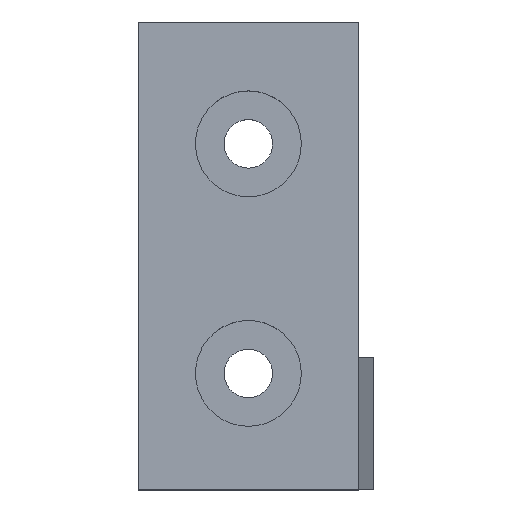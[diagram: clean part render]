
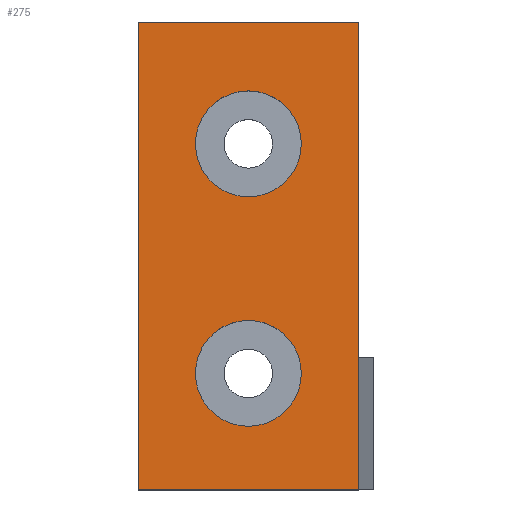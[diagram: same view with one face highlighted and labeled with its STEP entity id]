
A CAD part, top view. The second image highlights one B-rep face of the part: STEP entity #275.
In plain terms, the highlighted planar face has unit normal (0, 0, 1).
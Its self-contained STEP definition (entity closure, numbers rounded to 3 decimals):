
#5 = EDGE_LOOP ( 'NONE', ( #513, #316 ) ) ;
#8 = EDGE_CURVE ( 'NONE', #320, #327, #365, .T. ) ;
#18 = DIRECTION ( 'NONE',  ( 0., -1., 0. ) ) ;
#19 = VERTEX_POINT ( 'NONE', #489 ) ;
#21 = EDGE_CURVE ( 'NONE', #625, #79, #392, .T. ) ;
#28 = CARTESIAN_POINT ( 'NONE',  ( 18.5, 13.2, 8. ) ) ;
#45 = CARTESIAN_POINT ( 'NONE',  ( 0., 53., 8. ) ) ;
#66 = DIRECTION ( 'NONE',  ( 0., 0., 1. ) ) ;
#79 = VERTEX_POINT ( 'NONE', #545 ) ;
#89 = DIRECTION ( 'NONE',  ( 1., 0., 0. ) ) ;
#110 = CARTESIAN_POINT ( 'NONE',  ( 12.5, 39.2, 8. ) ) ;
#113 = CARTESIAN_POINT ( 'NONE',  ( 6.5, 13.2, 8. ) ) ;
#116 = AXIS2_PLACEMENT_3D ( 'NONE', #499, #237, #146 ) ;
#120 = ORIENTED_EDGE ( 'NONE', *, *, #517, .T. ) ;
#125 = ORIENTED_EDGE ( 'NONE', *, *, #225, .T. ) ;
#137 = DIRECTION ( 'NONE',  ( 0., 0., -1. ) ) ;
#138 = EDGE_LOOP ( 'NONE', ( #125, #569, #167, #120 ) ) ;
#146 = DIRECTION ( 'NONE',  ( 1., 0., 0. ) ) ;
#157 = DIRECTION ( 'NONE',  ( 0., 0., 1. ) ) ;
#167 = ORIENTED_EDGE ( 'NONE', *, *, #21, .T. ) ;
#170 = VERTEX_POINT ( 'NONE', #113 ) ;
#171 = AXIS2_PLACEMENT_3D ( 'NONE', #578, #137, #518 ) ;
#179 = VECTOR ( 'NONE', #18, 1000. ) ;
#181 = CARTESIAN_POINT ( 'NONE',  ( 12.5, 13.2, 8. ) ) ;
#191 = CARTESIAN_POINT ( 'NONE',  ( 25., 0., 8. ) ) ;
#208 = CARTESIAN_POINT ( 'NONE',  ( 12.5, 13.2, 8. ) ) ;
#212 = CARTESIAN_POINT ( 'NONE',  ( 25., 0., 8. ) ) ;
#223 = FACE_BOUND ( 'NONE', #5, .T. ) ;
#225 = EDGE_CURVE ( 'NONE', #473, #19, #263, .T. ) ;
#231 = CARTESIAN_POINT ( 'NONE',  ( 6.5, 39.2, 8. ) ) ;
#236 = EDGE_CURVE ( 'NONE', #329, #170, #540, .T. ) ;
#237 = DIRECTION ( 'NONE',  ( 0., 0., 1. ) ) ;
#244 = EDGE_CURVE ( 'NONE', #327, #320, #342, .T. ) ;
#248 = AXIS2_PLACEMENT_3D ( 'NONE', #208, #157, #361 ) ;
#263 = LINE ( 'NONE', #315, #179 ) ;
#274 = CARTESIAN_POINT ( 'NONE',  ( 0., 0., 8. ) ) ;
#275 = ADVANCED_FACE ( 'NONE', ( #223, #580, #571 ), #619, .F. ) ;
#286 = ORIENTED_EDGE ( 'NONE', *, *, #398, .F. ) ;
#315 = CARTESIAN_POINT ( 'NONE',  ( 0., 0., 8. ) ) ;
#316 = ORIENTED_EDGE ( 'NONE', *, *, #8, .F. ) ;
#320 = VERTEX_POINT ( 'NONE', #231 ) ;
#327 = VERTEX_POINT ( 'NONE', #469 ) ;
#329 = VERTEX_POINT ( 'NONE', #28 ) ;
#342 = CIRCLE ( 'NONE', #501, 6. ) ;
#349 = EDGE_CURVE ( 'NONE', #19, #625, #528, .T. ) ;
#361 = DIRECTION ( 'NONE',  ( 1., 0., 0. ) ) ;
#365 = CIRCLE ( 'NONE', #116, 6. ) ;
#366 = EDGE_LOOP ( 'NONE', ( #507, #286 ) ) ;
#373 = VECTOR ( 'NONE', #601, 1000. ) ;
#374 = VECTOR ( 'NONE', #490, 1000. ) ;
#392 = LINE ( 'NONE', #191, #373 ) ;
#398 = EDGE_CURVE ( 'NONE', #170, #329, #606, .T. ) ;
#406 = DIRECTION ( 'NONE',  ( 1., 0., 0. ) ) ;
#433 = LINE ( 'NONE', #438, #374 ) ;
#438 = CARTESIAN_POINT ( 'NONE',  ( 0., 53., 8. ) ) ;
#469 = CARTESIAN_POINT ( 'NONE',  ( 18.5, 39.2, 8. ) ) ;
#473 = VERTEX_POINT ( 'NONE', #45 ) ;
#489 = CARTESIAN_POINT ( 'NONE',  ( 0., 0., 8. ) ) ;
#490 = DIRECTION ( 'NONE',  ( -1., 0., 0. ) ) ;
#499 = CARTESIAN_POINT ( 'NONE',  ( 12.5, 39.2, 8. ) ) ;
#501 = AXIS2_PLACEMENT_3D ( 'NONE', #110, #66, #406 ) ;
#507 = ORIENTED_EDGE ( 'NONE', *, *, #236, .F. ) ;
#513 = ORIENTED_EDGE ( 'NONE', *, *, #244, .F. ) ;
#517 = EDGE_CURVE ( 'NONE', #79, #473, #433, .T. ) ;
#518 = DIRECTION ( 'NONE',  ( -1., 0., 0. ) ) ;
#521 = DIRECTION ( 'NONE',  ( 1., 0., 0. ) ) ;
#528 = LINE ( 'NONE', #274, #563 ) ;
#540 = CIRCLE ( 'NONE', #248, 6. ) ;
#545 = CARTESIAN_POINT ( 'NONE',  ( 25., 53., 8. ) ) ;
#563 = VECTOR ( 'NONE', #89, 1000. ) ;
#568 = DIRECTION ( 'NONE',  ( 0., 0., 1. ) ) ;
#569 = ORIENTED_EDGE ( 'NONE', *, *, #349, .T. ) ;
#571 = FACE_OUTER_BOUND ( 'NONE', #138, .T. ) ;
#578 = CARTESIAN_POINT ( 'NONE',  ( 0., 0., 8. ) ) ;
#580 = FACE_BOUND ( 'NONE', #366, .T. ) ;
#601 = DIRECTION ( 'NONE',  ( 0., 1., 0. ) ) ;
#606 = CIRCLE ( 'NONE', #627, 6. ) ;
#619 = PLANE ( 'NONE',  #171 ) ;
#625 = VERTEX_POINT ( 'NONE', #212 ) ;
#627 = AXIS2_PLACEMENT_3D ( 'NONE', #181, #568, #521 ) ;
